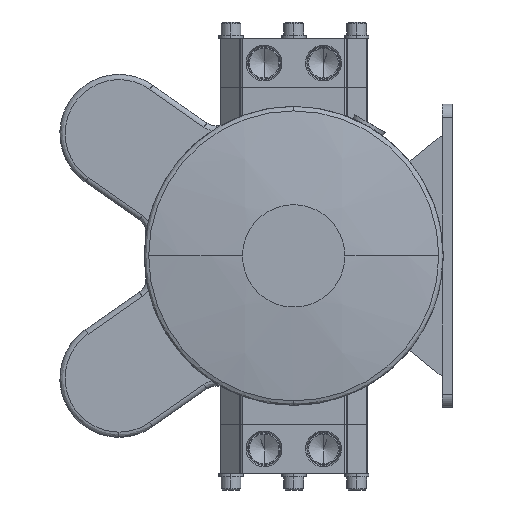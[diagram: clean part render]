
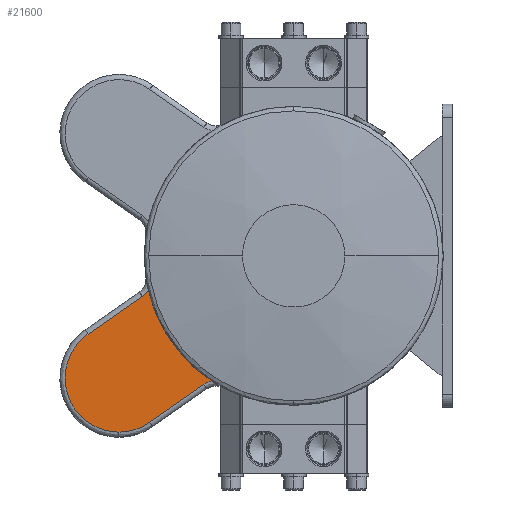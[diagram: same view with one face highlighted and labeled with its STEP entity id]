
A CAD part, left-side view. The second image highlights one B-rep face of the part: STEP entity #21600.
In plain terms, the highlighted planar face has unit normal (-1, 0, 0).
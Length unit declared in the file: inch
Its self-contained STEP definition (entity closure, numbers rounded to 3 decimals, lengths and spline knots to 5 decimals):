
#504 = CARTESIAN_POINT ( 'NONE',  ( -7.94, 1.54611, -2.37033 ) ) ;
#574 = VERTEX_POINT ( 'NONE', #6006 ) ;
#654 = CARTESIAN_POINT ( 'NONE',  ( -7.94, 0., 0. ) ) ;
#833 = CARTESIAN_POINT ( 'NONE',  ( -7.94, 2.78519, -0.69063 ) ) ;
#961 = ORIENTED_EDGE ( 'NONE', *, *, #4006, .F. ) ;
#1383 = VERTEX_POINT ( 'NONE', #20647 ) ;
#1877 = ORIENTED_EDGE ( 'NONE', *, *, #18326, .F. ) ;
#2043 = EDGE_CURVE ( 'NONE', #9615, #18022, #21276, .T. ) ;
#2321 = DIRECTION ( 'NONE',  ( 0., 0., -1. ) ) ;
#2693 = CARTESIAN_POINT ( 'NONE',  ( -7.94, 1.69986, -2.43544 ) ) ;
#2775 = CARTESIAN_POINT ( 'NONE',  ( -7.94, 1.54611, -2.37033 ) ) ;
#2796 = CARTESIAN_POINT ( 'NONE',  ( -7.94, 1.60157, -2.38102 ) ) ;
#2869 = CARTESIAN_POINT ( 'NONE',  ( -7.94, 1.65359, -2.40304 ) ) ;
#2953 = ORIENTED_EDGE ( 'NONE', *, *, #6409, .F. ) ;
#3504 = DIRECTION ( 'NONE',  ( 0., -0.819, 0.574 ) ) ;
#4006 = EDGE_CURVE ( 'NONE', #12649, #1383, #19132, .T. ) ;
#4230 = CARTESIAN_POINT ( 'NONE',  ( -7.94, 3.89442, -1.48171 ) ) ;
#5638 = AXIS2_PLACEMENT_3D ( 'NONE', #654, #12341, #2321 ) ;
#6006 = CARTESIAN_POINT ( 'NONE',  ( -7.94, 2.86995, -0.76437 ) ) ;
#6409 = EDGE_CURVE ( 'NONE', #15627, #9615, #14560, .T. ) ;
#6554 = DIRECTION ( 'NONE',  ( -1., 0., 0. ) ) ;
#6762 = DIRECTION ( 'NONE',  ( 0., 0.819, -0.574 ) ) ;
#6935 = CARTESIAN_POINT ( 'NONE',  ( -7.94, 3.30937, -3.33725 ) ) ;
#6984 = CARTESIAN_POINT ( 'NONE',  ( -7.94, 3.30937, -3.33725 ) ) ;
#8754 = EDGE_CURVE ( 'NONE', #574, #15627, #14299, .T. ) ;
#8967 = PLANE ( 'NONE',  #5638 ) ;
#9025 = LINE ( 'NONE', #11745, #16895 ) ;
#9137 = CARTESIAN_POINT ( 'NONE',  ( -7.94, 2.86995, -0.76437 ) ) ;
#9200 = VERTEX_POINT ( 'NONE', #4230 ) ;
#9615 = VERTEX_POINT ( 'NONE', #504 ) ;
#10303 = CARTESIAN_POINT ( 'NONE',  ( -7.94, 2.89716, -3.2738 ) ) ;
#10329 = CARTESIAN_POINT ( 'NONE',  ( -7.94, 3.89442, -1.48171 ) ) ;
#11373 = ORIENTED_EDGE ( 'NONE', *, *, #2043, .F. ) ;
#11745 = CARTESIAN_POINT ( 'NONE',  ( -7.94, 1.69986, -2.43544 ) ) ;
#12291 = EDGE_CURVE ( 'NONE', #9200, #574, #17956, .T. ) ;
#12341 = DIRECTION ( 'NONE',  ( 1., 0., 0. ) ) ;
#12523 = CARTESIAN_POINT ( 'NONE',  ( -7.94, 2.75618, -0.64216 ) ) ;
#12649 = VERTEX_POINT ( 'NONE', #16473 ) ;
#12848 = EDGE_CURVE ( 'NONE', #1383, #9200, #20076, .T. ) ;
#13511 = VECTOR ( 'NONE', #3504, 39.37008 ) ;
#13714 = ORIENTED_EDGE ( 'NONE', *, *, #12848, .F. ) ;
#14299 =( BOUNDED_CURVE ( )  B_SPLINE_CURVE ( 3, ( #9137, #19185, #833, #12523 ),
 .UNSPECIFIED., .F., .F. ) 
 B_SPLINE_CURVE_WITH_KNOTS ( ( 4, 4 ),
 ( 0., 1. ),
 .UNSPECIFIED. ) 
 CURVE ( )  GEOMETRIC_REPRESENTATION_ITEM ( )  RATIONAL_B_SPLINE_CURVE ( ( 1., 0.985, 0.985, 1. ) ) 
 REPRESENTATION_ITEM ( '' )  );
#14560 = CIRCLE ( 'NONE', #15517, 2.83 ) ;
#14927 = ORIENTED_EDGE ( 'NONE', *, *, #12291, .F. ) ;
#15223 = CARTESIAN_POINT ( 'NONE',  ( -7.94, 3.89442, -1.48171 ) ) ;
#15517 = AXIS2_PLACEMENT_3D ( 'NONE', #16592, #6554, #18286 ) ;
#15627 = VERTEX_POINT ( 'NONE', #21644 ) ;
#16111 = ORIENTED_EDGE ( 'NONE', *, *, #8754, .F. ) ;
#16473 = CARTESIAN_POINT ( 'NONE',  ( -7.94, 2.72433, -3.15278 ) ) ;
#16592 = CARTESIAN_POINT ( 'NONE',  ( -7.94, 0., 0. ) ) ;
#16895 = VECTOR ( 'NONE', #6762, 39.37008 ) ;
#16989 = CARTESIAN_POINT ( 'NONE',  ( -7.94, 4.52429, -3.33725 ) ) ;
#17047 = CARTESIAN_POINT ( 'NONE',  ( -7.94, 3.09838, -3.33725 ) ) ;
#17956 = LINE ( 'NONE', #15223, #13511 ) ;
#18022 = VERTEX_POINT ( 'NONE', #19306 ) ;
#18286 = DIRECTION ( 'NONE',  ( 0., 0., -1. ) ) ;
#18326 = EDGE_CURVE ( 'NONE', #18022, #12649, #9025, .T. ) ;
#18652 = CARTESIAN_POINT ( 'NONE',  ( -7.94, 2.72433, -3.15278 ) ) ;
#19132 =( BOUNDED_CURVE ( )  B_SPLINE_CURVE ( 3, ( #18652, #10303, #17047, #6984 ),
 .UNSPECIFIED., .F., .T. ) 
 B_SPLINE_CURVE_WITH_KNOTS ( ( 4, 4 ),
 ( 0., 1. ),
 .UNSPECIFIED. ) 
 CURVE ( )  GEOMETRIC_REPRESENTATION_ITEM ( )  RATIONAL_B_SPLINE_CURVE ( ( 1., 0.969, 0.969, 1. ) ) 
 REPRESENTATION_ITEM ( '' )  );
#19185 = CARTESIAN_POINT ( 'NONE',  ( -7.94, 2.82368, -0.73197 ) ) ;
#19306 = CARTESIAN_POINT ( 'NONE',  ( -7.94, 1.69986, -2.43544 ) ) ;
#19381 = FACE_OUTER_BOUND ( 'NONE', #19425, .T. ) ;
#19425 = EDGE_LOOP ( 'NONE', ( #16111, #14927, #13714, #961, #1877, #11373, #2953 ) ) ;
#20076 =( BOUNDED_CURVE ( )  B_SPLINE_CURVE ( 3, ( #6935, #16989, #20367, #10329 ),
 .UNSPECIFIED., .F., .F. ) 
 B_SPLINE_CURVE_WITH_KNOTS ( ( 4, 4 ),
 ( 0., 1. ),
 .UNSPECIFIED. ) 
 CURVE ( )  GEOMETRIC_REPRESENTATION_ITEM ( )  RATIONAL_B_SPLINE_CURVE ( ( 1., 0.534, 0.534, 1. ) ) 
 REPRESENTATION_ITEM ( '' )  );
#20367 = CARTESIAN_POINT ( 'NONE',  ( -7.94, 4.88962, -2.17856 ) ) ;
#20647 = CARTESIAN_POINT ( 'NONE',  ( -7.94, 3.30937, -3.33725 ) ) ;
#21276 =( BOUNDED_CURVE ( )  B_SPLINE_CURVE ( 3, ( #2775, #2796, #2869, #2693 ),
 .UNSPECIFIED., .F., .F. ) 
 B_SPLINE_CURVE_WITH_KNOTS ( ( 4, 4 ),
 ( 0., 1. ),
 .UNSPECIFIED. ) 
 CURVE ( )  GEOMETRIC_REPRESENTATION_ITEM ( )  RATIONAL_B_SPLINE_CURVE ( ( 1., 0.985, 0.985, 1. ) ) 
 REPRESENTATION_ITEM ( '' )  );
#21600 = ADVANCED_FACE ( 'NONE', ( #19381 ), #8967, .F. ) ;
#21644 = CARTESIAN_POINT ( 'NONE',  ( -7.94, 2.75618, -0.64216 ) ) ;
